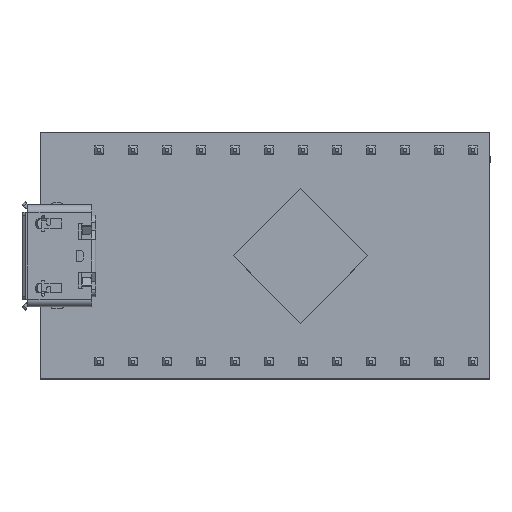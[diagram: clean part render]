
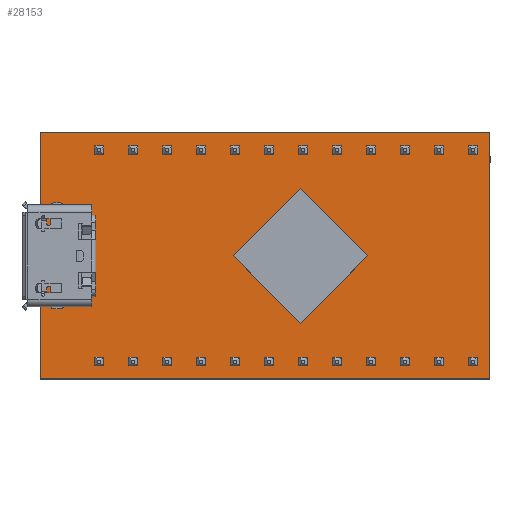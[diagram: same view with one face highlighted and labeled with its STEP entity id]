
A CAD part, top view. The second image highlights one B-rep face of the part: STEP entity #28153.
In plain terms, the highlighted planar face has unit normal (0, 0, 1).
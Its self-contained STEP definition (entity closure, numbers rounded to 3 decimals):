
#1186 = FACE_OUTER_BOUND ( 'NONE', #34188, .T. ) ;
#1349 = DIRECTION ( 'NONE',  ( 0., -1., 0. ) ) ;
#6362 = ORIENTED_EDGE ( 'NONE', *, *, #34190, .T. ) ;
#6458 = EDGE_CURVE ( 'NONE', #25350, #11255, #25857, .T. ) ;
#7492 = LINE ( 'NONE', #33708, #20989 ) ;
#9518 = PLANE ( 'NONE',  #33857 ) ;
#10802 = DIRECTION ( 'NONE',  ( 0., 1., 0. ) ) ;
#11255 = VERTEX_POINT ( 'NONE', #17394 ) ;
#13095 = DIRECTION ( 'NONE',  ( -1., 0., 0. ) ) ;
#13842 = EDGE_CURVE ( 'NONE', #27482, #25350, #7492, .T. ) ;
#15032 = DIRECTION ( 'NONE',  ( 0., 0., -1. ) ) ;
#17041 = EDGE_CURVE ( 'NONE', #30211, #27482, #28536, .T. ) ;
#17394 = CARTESIAN_POINT ( 'NONE',  ( 14.262, -9.078, 37. ) ) ;
#18738 = VECTOR ( 'NONE', #23657, 1000. ) ;
#18800 = LINE ( 'NONE', #24196, #32240 ) ;
#19116 = ORIENTED_EDGE ( 'NONE', *, *, #6458, .T. ) ;
#20989 = VECTOR ( 'NONE', #1349, 1000. ) ;
#21170 = ORIENTED_EDGE ( 'NONE', *, *, #13842, .T. ) ;
#22980 = CARTESIAN_POINT ( 'NONE',  ( -18.838, -9.078, 37. ) ) ;
#23657 = DIRECTION ( 'NONE',  ( 1., 0., 0. ) ) ;
#24196 = CARTESIAN_POINT ( 'NONE',  ( 14.262, -9.078, 37. ) ) ;
#24513 = ORIENTED_EDGE ( 'NONE', *, *, #17041, .T. ) ;
#25350 = VERTEX_POINT ( 'NONE', #22980 ) ;
#25857 = LINE ( 'NONE', #26228, #18738 ) ;
#26228 = CARTESIAN_POINT ( 'NONE',  ( -18.838, -9.078, 37. ) ) ;
#27482 = VERTEX_POINT ( 'NONE', #27539 ) ;
#27539 = CARTESIAN_POINT ( 'NONE',  ( -18.838, 9.022, 37. ) ) ;
#27702 = VECTOR ( 'NONE', #13095, 1000. ) ;
#28153 = ADVANCED_FACE ( 'NONE', ( #1186 ), #9518, .F. ) ;
#28536 = LINE ( 'NONE', #29201, #27702 ) ;
#29201 = CARTESIAN_POINT ( 'NONE',  ( -18.838, 9.022, 37. ) ) ;
#30211 = VERTEX_POINT ( 'NONE', #31513 ) ;
#31123 = CARTESIAN_POINT ( 'NONE',  ( -18.838, -9.078, 37. ) ) ;
#31513 = CARTESIAN_POINT ( 'NONE',  ( 14.262, 9.022, 37. ) ) ;
#32240 = VECTOR ( 'NONE', #10802, 1000. ) ;
#33708 = CARTESIAN_POINT ( 'NONE',  ( -18.838, -9.078, 37. ) ) ;
#33853 = DIRECTION ( 'NONE',  ( -1., 0., 0. ) ) ;
#33857 = AXIS2_PLACEMENT_3D ( 'NONE', #31123, #15032, #33853 ) ;
#34188 = EDGE_LOOP ( 'NONE', ( #21170, #19116, #6362, #24513 ) ) ;
#34190 = EDGE_CURVE ( 'NONE', #11255, #30211, #18800, .T. ) ;
